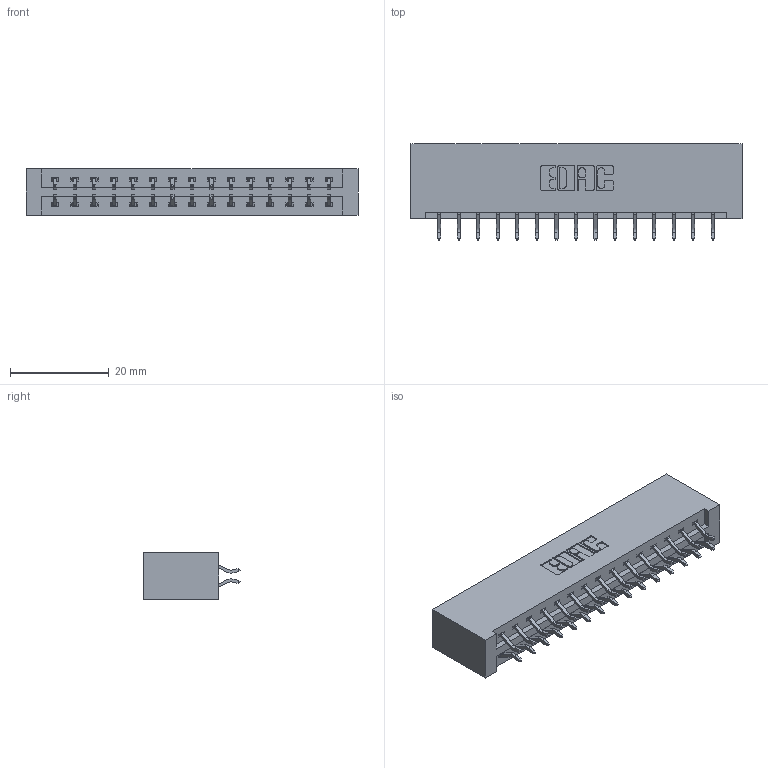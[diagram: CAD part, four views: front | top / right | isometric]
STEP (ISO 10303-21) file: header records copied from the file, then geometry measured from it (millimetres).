
FILE_DESCRIPTION (( 'STEP AP203' ), '1' );
FILE_NAME ('337-030-556-201.STEP', '2019-10-08T18:55:26', ( '' ), ( '' ), 'SwSTEP 2.0', 'SolidWorks 2016', '' );
FILE_SCHEMA (( 'CONFIG_CONTROL_DESIGN' ));
Length unit declared in the file: inch
Products named in the file (3): 337 Part_No Mounting Lugs; 337-030-556-201; 345-292-001_556 Tail
Assembly tree (31 placements, depth 2):
  337-030-556-201
    337 Part_No Mounting Lugs
    345-292-001_556 Tail  x30
Bounding box: 67.31 x 19.57 x 9.4 mm (x, y, z)
Volume: 7493.8 mm3; surface area: 8233.9 mm2
Topology: 31 solids, 31 shells, 1906 faces, 5657 edges, 3730 vertices
Faces by surface type: plane 1326, cylinder 580
Entity records: 15065 total; most frequent: CARTESIAN_POINT 2574, ORIENTED_EDGE 2498, DIRECTION 2221, EDGE_CURVE 1249, VECTOR 1121, LINE 1121, VERTEX_POINT 830, AXIS2_PLACEMENT_3D 550
